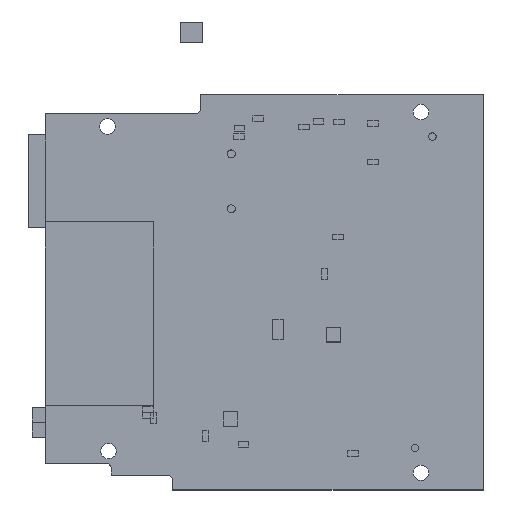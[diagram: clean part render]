
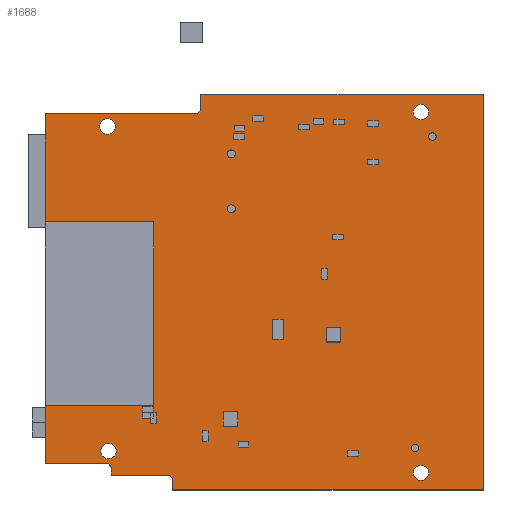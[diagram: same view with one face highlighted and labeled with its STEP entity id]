
A CAD part, top view. The second image highlights one B-rep face of the part: STEP entity #1688.
In plain terms, the highlighted planar face has unit normal (0, 0, 1).
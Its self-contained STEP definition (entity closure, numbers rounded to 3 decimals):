
#1114=FACE_OUTER_BOUND($,#1317,.F.);
#1133=FACE_OUTER_BOUND($,#1336,.T.);
#1137=FACE_OUTER_BOUND($,#1340,.T.);
#1141=FACE_OUTER_BOUND($,#1344,.T.);
#1145=FACE_OUTER_BOUND($,#1348,.T.);
#1149=FACE_OUTER_BOUND($,#1352,.T.);
#1153=FACE_OUTER_BOUND($,#1356,.T.);
#1157=FACE_OUTER_BOUND($,#1360,.T.);
#1161=FACE_OUTER_BOUND($,#1364,.T.);
#1317=EDGE_LOOP($,(#2280,#2281,#2282,#2283,#2284,#2285,#2286,#2287,#2288,
#2289,#2290,#2291,#2292,#2293,#2294,#2295,#2296));
#1336=EDGE_LOOP($,(#2382,#2383));
#1340=EDGE_LOOP($,(#2394,#2395));
#1344=EDGE_LOOP($,(#2406,#2407));
#1348=EDGE_LOOP($,(#2418,#2419));
#1352=EDGE_LOOP($,(#2430,#2431));
#1356=EDGE_LOOP($,(#2442,#2443));
#1360=EDGE_LOOP($,(#2454,#2455));
#1364=EDGE_LOOP($,(#2466,#2467));
#1520=PLANE($,#1916);
#1688=ADVANCED_FACE($,(#1114,#1133,#1137,#1141,#1145,#1149,#1153,#1157,
#1161),#1520,.T.);
#1875=CIRCLE($,#1913,1.);
#1876=CIRCLE($,#1914,1.);
#1877=CIRCLE($,#1915,1.);
#1881=CIRCLE($,#1938,0.65);
#1882=CIRCLE($,#1939,0.65);
#1885=CIRCLE($,#1944,0.65);
#1886=CIRCLE($,#1945,0.65);
#1889=CIRCLE($,#1950,0.7);
#1890=CIRCLE($,#1951,0.7);
#1893=CIRCLE($,#1956,0.7);
#1894=CIRCLE($,#1957,0.7);
#1897=CIRCLE($,#1962,1.35);
#1898=CIRCLE($,#1963,1.35);
#1901=CIRCLE($,#1968,1.35);
#1902=CIRCLE($,#1969,1.35);
#1905=CIRCLE($,#1974,1.35);
#1906=CIRCLE($,#1975,1.35);
#1909=CIRCLE($,#1980,1.35);
#1910=CIRCLE($,#1981,1.35);
#1913=AXIS2_PLACEMENT_3D($,#5625,#4941,$);
#1914=AXIS2_PLACEMENT_3D($,#5626,#4941,$);
#1915=AXIS2_PLACEMENT_3D($,#5627,#4941,$);
#1916=AXIS2_PLACEMENT_3D($,#5608,#4941,$);
#1938=AXIS2_PLACEMENT_3D($,#5655,#4941,$);
#1939=AXIS2_PLACEMENT_3D($,#5656,#4941,$);
#1944=AXIS2_PLACEMENT_3D($,#5667,#4941,$);
#1945=AXIS2_PLACEMENT_3D($,#5668,#4941,$);
#1950=AXIS2_PLACEMENT_3D($,#5679,#4941,$);
#1951=AXIS2_PLACEMENT_3D($,#5680,#4941,$);
#1956=AXIS2_PLACEMENT_3D($,#5691,#4941,$);
#1957=AXIS2_PLACEMENT_3D($,#5692,#4941,$);
#1962=AXIS2_PLACEMENT_3D($,#5703,#4941,$);
#1963=AXIS2_PLACEMENT_3D($,#5704,#4941,$);
#1968=AXIS2_PLACEMENT_3D($,#5715,#4941,$);
#1969=AXIS2_PLACEMENT_3D($,#5716,#4941,$);
#1974=AXIS2_PLACEMENT_3D($,#5727,#4941,$);
#1975=AXIS2_PLACEMENT_3D($,#5728,#4941,$);
#1980=AXIS2_PLACEMENT_3D($,#5739,#4941,$);
#1981=AXIS2_PLACEMENT_3D($,#5740,#4941,$);
#2280=ORIENTED_EDGE($,*,*,#3102,.T.);
#2281=ORIENTED_EDGE($,*,*,#3103,.T.);
#2282=ORIENTED_EDGE($,*,*,#3104,.T.);
#2283=ORIENTED_EDGE($,*,*,#3105,.T.);
#2284=ORIENTED_EDGE($,*,*,#3106,.T.);
#2285=ORIENTED_EDGE($,*,*,#3107,.T.);
#2286=ORIENTED_EDGE($,*,*,#3108,.T.);
#2287=ORIENTED_EDGE($,*,*,#3109,.T.);
#2288=ORIENTED_EDGE($,*,*,#3110,.T.);
#2289=ORIENTED_EDGE($,*,*,#3111,.T.);
#2290=ORIENTED_EDGE($,*,*,#3112,.T.);
#2291=ORIENTED_EDGE($,*,*,#3113,.T.);
#2292=ORIENTED_EDGE($,*,*,#3114,.T.);
#2293=ORIENTED_EDGE($,*,*,#3115,.T.);
#2294=ORIENTED_EDGE($,*,*,#3116,.T.);
#2295=ORIENTED_EDGE($,*,*,#3117,.T.);
#2296=ORIENTED_EDGE($,*,*,#3118,.T.);
#2382=ORIENTED_EDGE($,*,*,#3154,.T.);
#2383=ORIENTED_EDGE($,*,*,#3155,.T.);
#2394=ORIENTED_EDGE($,*,*,#3161,.T.);
#2395=ORIENTED_EDGE($,*,*,#3162,.T.);
#2406=ORIENTED_EDGE($,*,*,#3168,.T.);
#2407=ORIENTED_EDGE($,*,*,#3169,.T.);
#2418=ORIENTED_EDGE($,*,*,#3175,.T.);
#2419=ORIENTED_EDGE($,*,*,#3176,.T.);
#2430=ORIENTED_EDGE($,*,*,#3182,.T.);
#2431=ORIENTED_EDGE($,*,*,#3183,.T.);
#2442=ORIENTED_EDGE($,*,*,#3189,.T.);
#2443=ORIENTED_EDGE($,*,*,#3190,.T.);
#2454=ORIENTED_EDGE($,*,*,#3196,.T.);
#2455=ORIENTED_EDGE($,*,*,#3197,.T.);
#2466=ORIENTED_EDGE($,*,*,#3203,.T.);
#2467=ORIENTED_EDGE($,*,*,#3204,.T.);
#3102=EDGE_CURVE($,#4358,#4359,#3952,.T.);
#3103=EDGE_CURVE($,#4359,#4360,#3953,.T.);
#3104=EDGE_CURVE($,#4360,#4361,#1875,.T.);
#3105=EDGE_CURVE($,#4361,#4362,#3954,.T.);
#3106=EDGE_CURVE($,#4362,#4363,#3955,.T.);
#3107=EDGE_CURVE($,#4363,#4364,#3956,.T.);
#3108=EDGE_CURVE($,#4364,#4365,#3957,.T.);
#3109=EDGE_CURVE($,#4365,#4366,#3958,.T.);
#3110=EDGE_CURVE($,#4366,#4367,#1876,.T.);
#3111=EDGE_CURVE($,#4367,#4368,#3959,.T.);
#3112=EDGE_CURVE($,#4368,#4369,#3960,.T.);
#3113=EDGE_CURVE($,#4369,#4370,#1877,.T.);
#3114=EDGE_CURVE($,#4370,#4371,#3961,.T.);
#3115=EDGE_CURVE($,#4371,#4372,#3962,.T.);
#3116=EDGE_CURVE($,#4372,#4373,#3963,.T.);
#3117=EDGE_CURVE($,#4373,#4374,#3964,.T.);
#3118=EDGE_CURVE($,#4374,#4358,#3965,.T.);
#3154=EDGE_CURVE($,#4394,#4395,#1881,.F.);
#3155=EDGE_CURVE($,#4395,#4394,#1882,.F.);
#3161=EDGE_CURVE($,#4400,#4401,#1885,.F.);
#3162=EDGE_CURVE($,#4401,#4400,#1886,.F.);
#3168=EDGE_CURVE($,#4406,#4407,#1889,.F.);
#3169=EDGE_CURVE($,#4407,#4406,#1890,.F.);
#3175=EDGE_CURVE($,#4412,#4413,#1893,.F.);
#3176=EDGE_CURVE($,#4413,#4412,#1894,.F.);
#3182=EDGE_CURVE($,#4418,#4419,#1897,.F.);
#3183=EDGE_CURVE($,#4419,#4418,#1898,.F.);
#3189=EDGE_CURVE($,#4424,#4425,#1901,.F.);
#3190=EDGE_CURVE($,#4425,#4424,#1902,.F.);
#3196=EDGE_CURVE($,#4430,#4431,#1905,.F.);
#3197=EDGE_CURVE($,#4431,#4430,#1906,.F.);
#3203=EDGE_CURVE($,#4436,#4437,#1909,.F.);
#3204=EDGE_CURVE($,#4437,#4436,#1910,.F.);
#3546=VECTOR($,#4944,24.4);
#3547=VECTOR($,#4945,26.1);
#3548=VECTOR($,#4946,2.3);
#3549=VECTOR($,#4947,49.4);
#3550=VECTOR($,#4948,69.);
#3551=VECTOR($,#4949,54.3);
#3552=VECTOR($,#4950,1.6);
#3553=VECTOR($,#4951,9.7);
#3554=VECTOR($,#4952,1.1);
#3555=VECTOR($,#4953,10.5);
#3556=VECTOR($,#4954,15.9);
#3557=VECTOR($,#4955,9.8);
#3558=VECTOR($,#4956,20.7);
#3559=VECTOR($,#4957,9.8);
#3952=LINE($,#5607,#3546);
#3953=LINE($,#5608,#3547);
#3954=LINE($,#5610,#3548);
#3955=LINE($,#5611,#3549);
#3956=LINE($,#5612,#3550);
#3957=LINE($,#5613,#3551);
#3958=LINE($,#5614,#3552);
#3959=LINE($,#5616,#3553);
#3960=LINE($,#5617,#3554);
#3961=LINE($,#5619,#3555);
#3962=LINE($,#5620,#3556);
#3963=LINE($,#5621,#3557);
#3964=LINE($,#5622,#3558);
#3965=LINE($,#5623,#3559);
#4358=VERTEX_POINT($,#5607);
#4359=VERTEX_POINT($,#5608);
#4360=VERTEX_POINT($,#5609);
#4361=VERTEX_POINT($,#5610);
#4362=VERTEX_POINT($,#5611);
#4363=VERTEX_POINT($,#5612);
#4364=VERTEX_POINT($,#5613);
#4365=VERTEX_POINT($,#5614);
#4366=VERTEX_POINT($,#5615);
#4367=VERTEX_POINT($,#5616);
#4368=VERTEX_POINT($,#5617);
#4369=VERTEX_POINT($,#5618);
#4370=VERTEX_POINT($,#5619);
#4371=VERTEX_POINT($,#5620);
#4372=VERTEX_POINT($,#5621);
#4373=VERTEX_POINT($,#5622);
#4374=VERTEX_POINT($,#5623);
#4394=VERTEX_POINT($,#5652);
#4395=VERTEX_POINT($,#5653);
#4400=VERTEX_POINT($,#5664);
#4401=VERTEX_POINT($,#5665);
#4406=VERTEX_POINT($,#5676);
#4407=VERTEX_POINT($,#5677);
#4412=VERTEX_POINT($,#5688);
#4413=VERTEX_POINT($,#5689);
#4418=VERTEX_POINT($,#5700);
#4419=VERTEX_POINT($,#5701);
#4424=VERTEX_POINT($,#5712);
#4425=VERTEX_POINT($,#5713);
#4430=VERTEX_POINT($,#5724);
#4431=VERTEX_POINT($,#5725);
#4436=VERTEX_POINT($,#5736);
#4437=VERTEX_POINT($,#5737);
#4941=DIRECTION($,(0.,0.,1.));
#4944=DIRECTION($,(0.,1.,0.));
#4945=DIRECTION($,(1.,0.,0.));
#4946=DIRECTION($,(0.,1.,0.));
#4947=DIRECTION($,(1.,0.,0.));
#4948=DIRECTION($,(0.,-1.,0.));
#4949=DIRECTION($,(-1.,0.,0.));
#4950=DIRECTION($,(0.,1.,0.));
#4951=DIRECTION($,(-1.,0.,0.));
#4952=DIRECTION($,(0.,1.,0.));
#4953=DIRECTION($,(-1.,0.,0.));
#4954=DIRECTION($,(0.,1.,0.));
#4955=DIRECTION($,(1.,0.,0.));
#4956=DIRECTION($,(0.,1.,0.));
#4957=DIRECTION($,(-1.,0.,0.));
#5607=CARTESIAN_POINT('',(-65.6,38.3,0.));
#5608=CARTESIAN_POINT('',(-65.6,62.7,0.));
#5609=CARTESIAN_POINT('',(-39.5,62.7,0.));
#5610=CARTESIAN_POINT('',(-38.5,63.7,0.));
#5611=CARTESIAN_POINT('',(-38.5,66.,0.));
#5612=CARTESIAN_POINT('',(10.9,66.,0.));
#5613=CARTESIAN_POINT('',(10.9,-3.,0.));
#5614=CARTESIAN_POINT('',(-43.4,-3.,0.));
#5615=CARTESIAN_POINT('',(-43.4,-1.4,0.));
#5616=CARTESIAN_POINT('',(-44.4,-0.4,0.));
#5617=CARTESIAN_POINT('',(-54.1,-0.4,0.));
#5618=CARTESIAN_POINT('',(-54.1,0.7,0.));
#5619=CARTESIAN_POINT('',(-55.1,1.7,0.));
#5620=CARTESIAN_POINT('',(-65.6,1.7,0.));
#5621=CARTESIAN_POINT('',(-65.6,17.6,0.));
#5622=CARTESIAN_POINT('',(-55.8,17.6,0.));
#5623=CARTESIAN_POINT('',(-55.8,38.3,0.));
#5625=CARTESIAN_POINT('',(-39.5,63.7,0.));
#5626=CARTESIAN_POINT('',(-44.4,-1.4,0.));
#5627=CARTESIAN_POINT('',(-55.1,0.7,0.));
#5652=CARTESIAN_POINT('',(2.635,58.725,0.));
#5653=CARTESIAN_POINT('',(1.335,58.725,0.));
#5655=CARTESIAN_POINT('',(1.985,58.725,0.));
#5656=CARTESIAN_POINT('',(1.985,58.725,0.));
#5664=CARTESIAN_POINT('',(-0.415,4.345,0.));
#5665=CARTESIAN_POINT('',(-1.715,4.345,0.));
#5667=CARTESIAN_POINT('',(-1.065,4.345,0.));
#5668=CARTESIAN_POINT('',(-1.065,4.345,0.));
#5676=CARTESIAN_POINT('',(-32.45,46.1,0.));
#5677=CARTESIAN_POINT('',(-33.85,46.1,0.));
#5679=CARTESIAN_POINT('',(-33.15,46.1,0.));
#5680=CARTESIAN_POINT('',(-33.15,46.1,0.));
#5688=CARTESIAN_POINT('',(-32.45,55.7,0.));
#5689=CARTESIAN_POINT('',(-33.85,55.7,0.));
#5691=CARTESIAN_POINT('',(-33.15,55.7,0.));
#5692=CARTESIAN_POINT('',(-33.15,55.7,0.));
#5700=CARTESIAN_POINT('',(-53.25,3.8,0.));
#5701=CARTESIAN_POINT('',(-55.95,3.8,0.));
#5703=CARTESIAN_POINT('',(-54.6,3.8,0.));
#5704=CARTESIAN_POINT('',(-54.6,3.8,0.));
#5712=CARTESIAN_POINT('',(-53.4,60.5,0.));
#5713=CARTESIAN_POINT('',(-56.1,60.5,0.));
#5715=CARTESIAN_POINT('',(-54.75,60.5,0.));
#5716=CARTESIAN_POINT('',(-54.75,60.5,0.));
#5724=CARTESIAN_POINT('',(1.35,0.,0.));
#5725=CARTESIAN_POINT('',(-1.35,0.,0.));
#5727=CARTESIAN_POINT('',(0.,0.,0.));
#5728=CARTESIAN_POINT('',(0.,0.,0.));
#5736=CARTESIAN_POINT('',(1.35,63.,0.));
#5737=CARTESIAN_POINT('',(-1.35,63.,0.));
#5739=CARTESIAN_POINT('',(0.,63.,0.));
#5740=CARTESIAN_POINT('',(0.,63.,0.));
